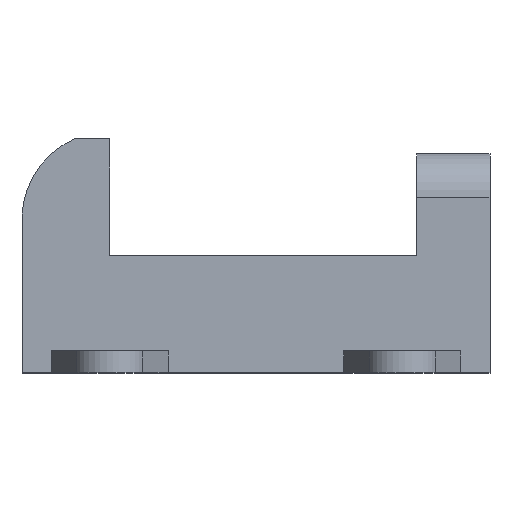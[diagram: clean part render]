
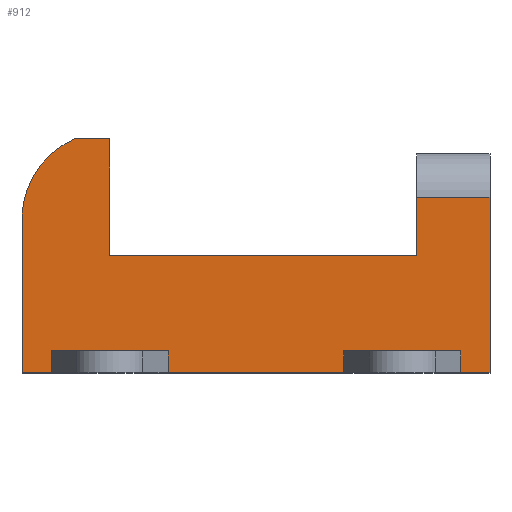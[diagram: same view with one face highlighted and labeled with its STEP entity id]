
A CAD part, top view. The second image highlights one B-rep face of the part: STEP entity #912.
In plain terms, the highlighted planar face has unit normal (0, 0, 1).
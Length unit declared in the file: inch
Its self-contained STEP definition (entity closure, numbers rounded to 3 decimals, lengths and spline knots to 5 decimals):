
#38=PLANE('',#991);
#77=FACE_OUTER_BOUND('',#124,.T.);
#124=EDGE_LOOP('',(#701,#702,#703,#704,#705,#706,#707,#708,#709,#710,#711,
#712,#713,#714,#715,#716,#717));
#193=LINE('',#1371,#303);
#197=LINE('',#1378,#307);
#198=LINE('',#1380,#308);
#199=LINE('',#1383,#309);
#200=LINE('',#1385,#310);
#201=LINE('',#1387,#311);
#202=LINE('',#1389,#312);
#203=LINE('',#1391,#313);
#204=LINE('',#1393,#314);
#205=LINE('',#1395,#315);
#206=LINE('',#1397,#316);
#207=LINE('',#1399,#317);
#208=LINE('',#1401,#318);
#209=LINE('',#1403,#319);
#210=LINE('',#1407,#320);
#211=LINE('',#1408,#321);
#303=VECTOR('',#1118,0.3937);
#307=VECTOR('',#1124,0.3937);
#308=VECTOR('',#1127,0.3937);
#309=VECTOR('',#1130,0.3937);
#310=VECTOR('',#1131,0.3937);
#311=VECTOR('',#1132,0.3937);
#312=VECTOR('',#1133,0.3937);
#313=VECTOR('',#1134,0.3937);
#314=VECTOR('',#1135,0.3937);
#315=VECTOR('',#1136,0.3937);
#316=VECTOR('',#1137,0.3937);
#317=VECTOR('',#1138,0.3937);
#318=VECTOR('',#1139,0.3937);
#319=VECTOR('',#1140,0.3937);
#320=VECTOR('',#1143,0.3937);
#321=VECTOR('',#1144,0.3937);
#392=CIRCLE('',#992,1.5);
#436=VERTEX_POINT('',#1368);
#437=VERTEX_POINT('',#1370);
#438=VERTEX_POINT('',#1374);
#439=VERTEX_POINT('',#1376);
#440=VERTEX_POINT('',#1382);
#441=VERTEX_POINT('',#1384);
#442=VERTEX_POINT('',#1386);
#443=VERTEX_POINT('',#1388);
#444=VERTEX_POINT('',#1390);
#445=VERTEX_POINT('',#1392);
#446=VERTEX_POINT('',#1394);
#447=VERTEX_POINT('',#1396);
#448=VERTEX_POINT('',#1398);
#449=VERTEX_POINT('',#1400);
#450=VERTEX_POINT('',#1402);
#451=VERTEX_POINT('',#1404);
#452=VERTEX_POINT('',#1406);
#536=EDGE_CURVE('',#437,#436,#193,.T.);
#540=EDGE_CURVE('',#438,#439,#197,.T.);
#541=EDGE_CURVE('',#439,#437,#198,.T.);
#542=EDGE_CURVE('',#436,#440,#199,.T.);
#543=EDGE_CURVE('',#440,#441,#200,.T.);
#544=EDGE_CURVE('',#441,#442,#201,.T.);
#545=EDGE_CURVE('',#442,#443,#202,.T.);
#546=EDGE_CURVE('',#443,#444,#203,.T.);
#547=EDGE_CURVE('',#444,#445,#204,.T.);
#548=EDGE_CURVE('',#446,#445,#205,.T.);
#549=EDGE_CURVE('',#447,#446,#206,.T.);
#550=EDGE_CURVE('',#448,#447,#207,.T.);
#551=EDGE_CURVE('',#448,#449,#208,.T.);
#552=EDGE_CURVE('',#450,#449,#209,.T.);
#553=EDGE_CURVE('',#450,#451,#392,.T.);
#554=EDGE_CURVE('',#452,#451,#210,.T.);
#555=EDGE_CURVE('',#452,#438,#211,.T.);
#701=ORIENTED_EDGE('',*,*,#540,.T.);
#702=ORIENTED_EDGE('',*,*,#541,.T.);
#703=ORIENTED_EDGE('',*,*,#536,.T.);
#704=ORIENTED_EDGE('',*,*,#542,.T.);
#705=ORIENTED_EDGE('',*,*,#543,.T.);
#706=ORIENTED_EDGE('',*,*,#544,.T.);
#707=ORIENTED_EDGE('',*,*,#545,.T.);
#708=ORIENTED_EDGE('',*,*,#546,.T.);
#709=ORIENTED_EDGE('',*,*,#547,.T.);
#710=ORIENTED_EDGE('',*,*,#548,.F.);
#711=ORIENTED_EDGE('',*,*,#549,.F.);
#712=ORIENTED_EDGE('',*,*,#550,.F.);
#713=ORIENTED_EDGE('',*,*,#551,.T.);
#714=ORIENTED_EDGE('',*,*,#552,.F.);
#715=ORIENTED_EDGE('',*,*,#553,.T.);
#716=ORIENTED_EDGE('',*,*,#554,.F.);
#717=ORIENTED_EDGE('',*,*,#555,.T.);
#912=ADVANCED_FACE('',(#77),#38,.T.);
#991=AXIS2_PLACEMENT_3D('',#1381,#1128,#1129);
#992=AXIS2_PLACEMENT_3D('',#1405,#1141,#1142);
#1118=DIRECTION('',(0.,-1.,0.));
#1124=DIRECTION('',(0.,1.,0.));
#1127=DIRECTION('',(1.,0.,0.));
#1128=DIRECTION('center_axis',(0.,0.,1.));
#1129=DIRECTION('ref_axis',(1.,0.,0.));
#1130=DIRECTION('',(1.,0.,0.));
#1131=DIRECTION('',(0.,1.,0.));
#1132=DIRECTION('',(1.,0.,0.));
#1133=DIRECTION('',(0.,-1.,0.));
#1134=DIRECTION('',(1.,0.,0.));
#1135=DIRECTION('',(0.,1.,0.));
#1136=DIRECTION('',(1.,0.,0.));
#1137=DIRECTION('',(0.,1.,0.));
#1138=DIRECTION('',(1.,0.,0.));
#1139=DIRECTION('',(0.,1.,0.));
#1140=DIRECTION('',(1.,0.,0.));
#1141=DIRECTION('center_axis',(0.,0.,1.));
#1142=DIRECTION('ref_axis',(-1.,0.,0.));
#1143=DIRECTION('',(0.,1.,0.));
#1144=DIRECTION('',(1.,0.,0.));
#1368=CARTESIAN_POINT('',(-1.5,0.,1.75));
#1370=CARTESIAN_POINT('',(-1.5,0.375,1.75));
#1371=CARTESIAN_POINT('',(-1.5,0.,1.75));
#1374=CARTESIAN_POINT('',(-3.5,0.,1.75));
#1376=CARTESIAN_POINT('',(-3.5,0.375,1.75));
#1378=CARTESIAN_POINT('',(-3.5,0.,1.75));
#1380=CARTESIAN_POINT('',(-3.25,0.375,1.75));
#1381=CARTESIAN_POINT('Origin',(-4.,0.,1.75));
#1382=CARTESIAN_POINT('',(1.5,0.,1.75));
#1383=CARTESIAN_POINT('',(-4.,0.,1.75));
#1384=CARTESIAN_POINT('',(1.5,0.375,1.75));
#1385=CARTESIAN_POINT('',(1.5,0.,1.75));
#1386=CARTESIAN_POINT('',(3.5,0.375,1.75));
#1387=CARTESIAN_POINT('',(-0.75,0.375,1.75));
#1388=CARTESIAN_POINT('',(3.5,0.,1.75));
#1389=CARTESIAN_POINT('',(3.5,0.,1.75));
#1390=CARTESIAN_POINT('',(4.,0.,1.75));
#1391=CARTESIAN_POINT('',(-4.,0.,1.75));
#1392=CARTESIAN_POINT('',(4.,3.,1.75));
#1393=CARTESIAN_POINT('',(4.,0.,1.75));
#1394=CARTESIAN_POINT('',(2.75,3.,1.75));
#1395=CARTESIAN_POINT('',(2.75,3.,1.75));
#1396=CARTESIAN_POINT('',(2.75,2.,1.75));
#1397=CARTESIAN_POINT('',(2.75,2.,1.75));
#1398=CARTESIAN_POINT('',(-2.5,2.,1.75));
#1399=CARTESIAN_POINT('',(-4.,2.,1.75));
#1400=CARTESIAN_POINT('',(-2.5,4.,1.75));
#1401=CARTESIAN_POINT('',(-2.5,2.,1.75));
#1402=CARTESIAN_POINT('',(-3.09948,4.,1.75));
#1403=CARTESIAN_POINT('',(-4.,4.,1.75));
#1404=CARTESIAN_POINT('',(-4.,2.625,1.75));
#1405=CARTESIAN_POINT('Origin',(-2.5,2.625,1.75));
#1406=CARTESIAN_POINT('',(-4.,0.,1.75));
#1407=CARTESIAN_POINT('',(-4.,0.,1.75));
#1408=CARTESIAN_POINT('',(-4.,0.,1.75));
